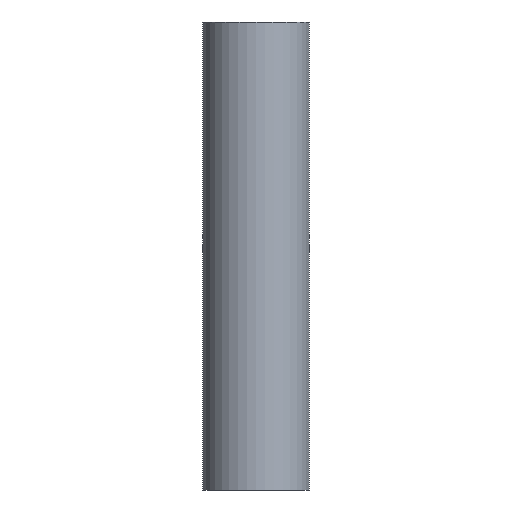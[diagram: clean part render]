
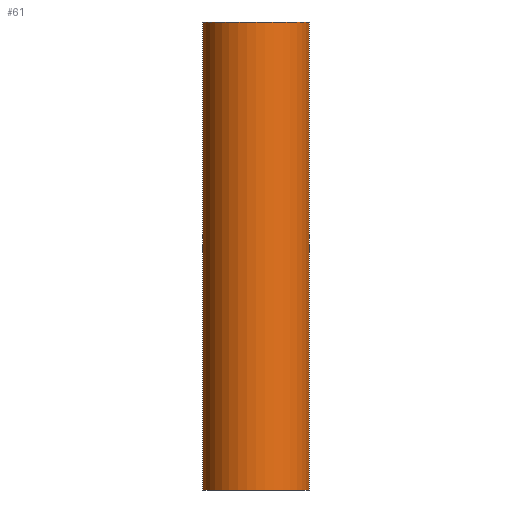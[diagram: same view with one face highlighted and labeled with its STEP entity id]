
A CAD part, front view. The second image highlights one B-rep face of the part: STEP entity #61.
In plain terms, the highlighted cylindrical face has radius 15.95 mm (diameter 31.9 mm), a partial arc.
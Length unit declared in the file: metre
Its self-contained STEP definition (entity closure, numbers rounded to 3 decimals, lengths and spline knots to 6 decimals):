
#2 = EDGE_CURVE ( 'NONE', #49, #60, #38, .T. ) ;
#4 = CIRCLE ( 'NONE', #70, 0.01595 ) ;
#6 = FACE_OUTER_BOUND ( 'NONE', #140, .T. ) ;
#9 = CARTESIAN_POINT ( 'NONE',  ( 0., 0., 0.14 ) ) ;
#25 = DIRECTION ( 'NONE',  ( -1., 0., 0. ) ) ;
#28 = CARTESIAN_POINT ( 'NONE',  ( -0.01595, 0., 0. ) ) ;
#33 = EDGE_CURVE ( 'NONE', #157, #60, #4, .T. ) ;
#38 = LINE ( 'NONE', #191, #113 ) ;
#41 = DIRECTION ( 'NONE',  ( 0., 0., -1. ) ) ;
#45 = CARTESIAN_POINT ( 'NONE',  ( 0., 0., 0.14 ) ) ;
#49 = VERTEX_POINT ( 'NONE', #206 ) ;
#51 = ORIENTED_EDGE ( 'NONE', *, *, #118, .F. ) ;
#55 = AXIS2_PLACEMENT_3D ( 'NONE', #45, #82, #83 ) ;
#57 = CARTESIAN_POINT ( 'NONE',  ( 0.01595, 0., 0. ) ) ;
#59 = DIRECTION ( 'NONE',  ( 0., 0., -1. ) ) ;
#60 = VERTEX_POINT ( 'NONE', #57 ) ;
#61 = ADVANCED_FACE ( 'NONE', ( #6 ), #91, .T. ) ;
#66 = VERTEX_POINT ( 'NONE', #153 ) ;
#70 = AXIS2_PLACEMENT_3D ( 'NONE', #73, #189, #74 ) ;
#73 = CARTESIAN_POINT ( 'NONE',  ( 0., 0., 0. ) ) ;
#74 = DIRECTION ( 'NONE',  ( 1., 0., 0. ) ) ;
#82 = DIRECTION ( 'NONE',  ( 0., 0., 1. ) ) ;
#83 = DIRECTION ( 'NONE',  ( 1., 0., 0. ) ) ;
#88 = AXIS2_PLACEMENT_3D ( 'NONE', #9, #170, #25 ) ;
#91 = CYLINDRICAL_SURFACE ( 'NONE', #88, 0.01595 ) ;
#100 = VECTOR ( 'NONE', #59, 1. ) ;
#101 = EDGE_CURVE ( 'NONE', #66, #157, #190, .T. ) ;
#113 = VECTOR ( 'NONE', #41, 1. ) ;
#116 = CIRCLE ( 'NONE', #55, 0.01595 ) ;
#118 = EDGE_CURVE ( 'NONE', #66, #49, #116, .T. ) ;
#140 = EDGE_LOOP ( 'NONE', ( #165, #51, #200, #214 ) ) ;
#153 = CARTESIAN_POINT ( 'NONE',  ( -0.01595, 0., 0.14 ) ) ;
#157 = VERTEX_POINT ( 'NONE', #28 ) ;
#165 = ORIENTED_EDGE ( 'NONE', *, *, #2, .F. ) ;
#170 = DIRECTION ( 'NONE',  ( 0., 0., -1. ) ) ;
#189 = DIRECTION ( 'NONE',  ( 0., 0., 1. ) ) ;
#190 = LINE ( 'NONE', #192, #100 ) ;
#191 = CARTESIAN_POINT ( 'NONE',  ( 0.01595, 0., 0.14 ) ) ;
#192 = CARTESIAN_POINT ( 'NONE',  ( -0.01595, 0., 0.14 ) ) ;
#200 = ORIENTED_EDGE ( 'NONE', *, *, #101, .T. ) ;
#206 = CARTESIAN_POINT ( 'NONE',  ( 0.01595, 0., 0.14 ) ) ;
#214 = ORIENTED_EDGE ( 'NONE', *, *, #33, .T. ) ;
